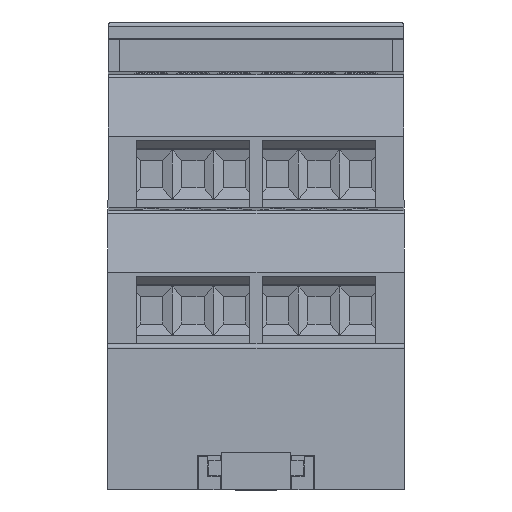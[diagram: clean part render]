
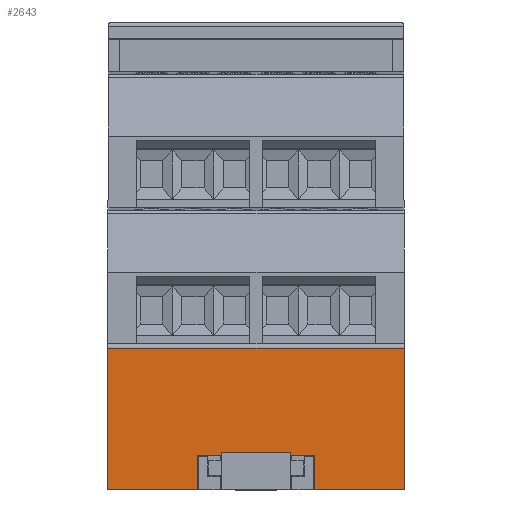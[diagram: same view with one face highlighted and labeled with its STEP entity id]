
A CAD part, front view. The second image highlights one B-rep face of the part: STEP entity #2643.
In plain terms, the highlighted planar face has unit normal (0, -1, 0).
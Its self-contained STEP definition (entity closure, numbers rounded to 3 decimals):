
#2643 = ADVANCED_FACE( '', ( #6497 ), #6498, .T. );
#6497 = FACE_OUTER_BOUND( '', #11666, .T. );
#6498 = PLANE( '', #11667 );
#11666 = EDGE_LOOP( '', ( #19897, #19898, #19899, #19900, #19901, #19902, #19903, #19904 ) );
#11667 = AXIS2_PLACEMENT_3D( '', #19905, #19906, #19907 );
#19897 = ORIENTED_EDGE( '', *, *, #32698, .T. );
#19898 = ORIENTED_EDGE( '', *, *, #32699, .T. );
#19899 = ORIENTED_EDGE( '', *, *, #32700, .T. );
#19900 = ORIENTED_EDGE( '', *, *, #32701, .F. );
#19901 = ORIENTED_EDGE( '', *, *, #32702, .F. );
#19902 = ORIENTED_EDGE( '', *, *, #31155, .T. );
#19903 = ORIENTED_EDGE( '', *, *, #32703, .F. );
#19904 = ORIENTED_EDGE( '', *, *, #32704, .F. );
#19905 = CARTESIAN_POINT( '', ( 80.313, -104.592, -153. ) );
#19906 = DIRECTION( '', ( 0., -1., 0. ) );
#19907 = DIRECTION( '', ( -1., 0., 0. ) );
#31155 = EDGE_CURVE( '', #37846, #37851, #37853, .T. );
#32698 = EDGE_CURVE( '', #40286, #40287, #40288, .T. );
#32699 = EDGE_CURVE( '', #40287, #40289, #40290, .T. );
#32700 = EDGE_CURVE( '', #40289, #40291, #40292, .T. );
#32701 = EDGE_CURVE( '', #40293, #40291, #40294, .T. );
#32702 = EDGE_CURVE( '', #37846, #40293, #40295, .T. );
#32703 = EDGE_CURVE( '', #40296, #37851, #40297, .T. );
#32704 = EDGE_CURVE( '', #40286, #40296, #40298, .T. );
#37846 = VERTEX_POINT( '', #47139 );
#37851 = VERTEX_POINT( '', #47146 );
#37853 = LINE( '', #47149, #47150 );
#40286 = VERTEX_POINT( '', #50749 );
#40287 = VERTEX_POINT( '', #50750 );
#40288 = LINE( '', #50751, #50752 );
#40289 = VERTEX_POINT( '', #50753 );
#40290 = LINE( '', #50754, #50755 );
#40291 = VERTEX_POINT( '', #50756 );
#40292 = LINE( '', #50757, #50758 );
#40293 = VERTEX_POINT( '', #50759 );
#40294 = LINE( '', #50760, #50761 );
#40295 = LINE( '', #50762, #50763 );
#40296 = VERTEX_POINT( '', #50764 );
#40297 = LINE( '', #50765, #50766 );
#40298 = LINE( '', #50767, #50768 );
#47139 = CARTESIAN_POINT( '', ( 87.363, -104.592, -148.8 ) );
#47146 = CARTESIAN_POINT( '', ( 87.363, -104.592, -153. ) );
#47149 = CARTESIAN_POINT( '', ( 87.363, -104.592, -148.8 ) );
#47150 = VECTOR( '', #57637, 1000. );
#50749 = CARTESIAN_POINT( '', ( 98.182, -104.592, -135.9 ) );
#50750 = CARTESIAN_POINT( '', ( 62.445, -104.592, -135.9 ) );
#50751 = CARTESIAN_POINT( '', ( 80.313, -104.592, -135.9 ) );
#50752 = VECTOR( '', #59091, 1000. );
#50753 = CARTESIAN_POINT( '', ( 62.413, -104.592, -153. ) );
#50754 = CARTESIAN_POINT( '', ( 62.414, -104.592, -152.967 ) );
#50755 = VECTOR( '', #59092, 1000. );
#50756 = CARTESIAN_POINT( '', ( 73.263, -104.592, -153. ) );
#50757 = CARTESIAN_POINT( '', ( 62.813, -104.592, -153. ) );
#50758 = VECTOR( '', #59093, 1000. );
#50759 = CARTESIAN_POINT( '', ( 73.263, -104.592, -148.8 ) );
#50760 = CARTESIAN_POINT( '', ( 73.263, -104.592, -148.8 ) );
#50761 = VECTOR( '', #59094, 1000. );
#50762 = CARTESIAN_POINT( '', ( 80.313, -104.592, -148.8 ) );
#50763 = VECTOR( '', #59095, 1000. );
#50764 = CARTESIAN_POINT( '', ( 98.213, -104.592, -153. ) );
#50765 = CARTESIAN_POINT( '', ( 97.813, -104.592, -153. ) );
#50766 = VECTOR( '', #59096, 1000. );
#50767 = CARTESIAN_POINT( '', ( 98.213, -104.592, -152.967 ) );
#50768 = VECTOR( '', #59097, 1000. );
#57637 = DIRECTION( '', ( 0., 0., -1. ) );
#59091 = DIRECTION( '', ( -1., 0., 0. ) );
#59092 = DIRECTION( '', ( -0.002, 0., -1. ) );
#59093 = DIRECTION( '', ( 1., 0., 0. ) );
#59094 = DIRECTION( '', ( 0., 0., -1. ) );
#59095 = DIRECTION( '', ( -1., 0., 0. ) );
#59096 = DIRECTION( '', ( -1., 0., 0. ) );
#59097 = DIRECTION( '', ( 0.002, 0., -1. ) );
